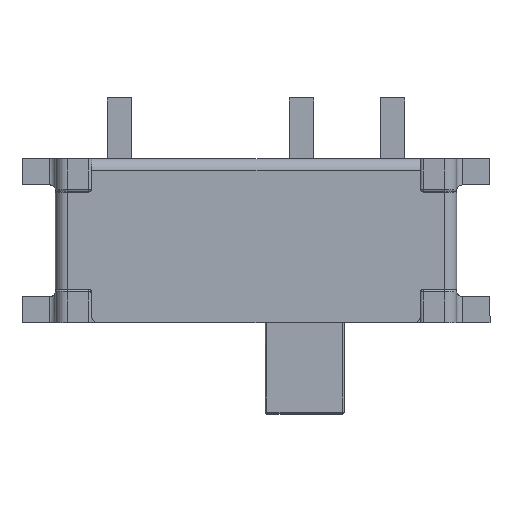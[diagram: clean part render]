
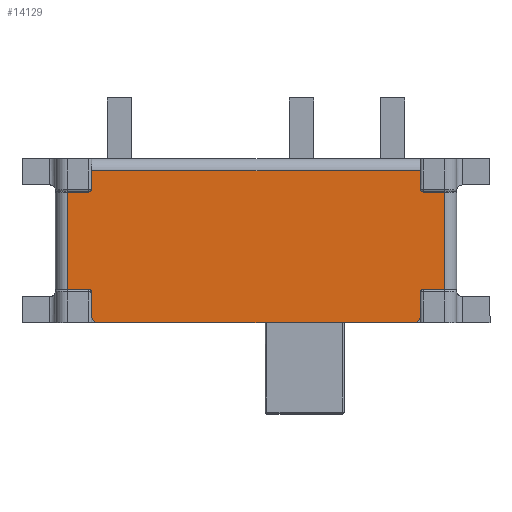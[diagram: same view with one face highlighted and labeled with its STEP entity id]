
A CAD part, top view. The second image highlights one B-rep face of the part: STEP entity #14129.
In plain terms, the highlighted planar face has unit normal (0, 0, 1).
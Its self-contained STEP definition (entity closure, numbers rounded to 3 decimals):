
#92 = CARTESIAN_POINT ( 'NONE',  ( 0.8, -3.1, 0.1 ) ) ;
#215 = EDGE_CURVE ( 'NONE', #6708, #13835, #19200, .T. ) ;
#416 = EDGE_CURVE ( 'NONE', #13835, #10301, #8897, .T. ) ;
#449 = CARTESIAN_POINT ( 'NONE',  ( 0.85, 2.7, 0.1 ) ) ;
#505 = VERTEX_POINT ( 'NONE', #12434 ) ;
#747 = DIRECTION ( 'NONE',  ( 0., 0., 1. ) ) ;
#820 = CARTESIAN_POINT ( 'NONE',  ( 0.85, 2.75, 0.1 ) ) ;
#937 = CARTESIAN_POINT ( 'NONE',  ( -1.25, -2.7, 0.1 ) ) ;
#960 = ORIENTED_EDGE ( 'NONE', *, *, #215, .T. ) ;
#1183 = AXIS2_PLACEMENT_3D ( 'NONE', #13805, #18498, #20342 ) ;
#1214 = EDGE_CURVE ( 'NONE', #3109, #20222, #15272, .T. ) ;
#1219 = ORIENTED_EDGE ( 'NONE', *, *, #19731, .T. ) ;
#1226 = CARTESIAN_POINT ( 'NONE',  ( -1.35, 2.6, 0.1 ) ) ;
#1392 = CARTESIAN_POINT ( 'NONE',  ( 0.85, -2.7, 0.1 ) ) ;
#1425 = VERTEX_POINT ( 'NONE', #16682 ) ;
#1424 = ORIENTED_EDGE ( 'NONE', *, *, #19967, .T. ) ;
#1479 = VECTOR ( 'NONE', #10117, 1000. ) ;
#1487 = DIRECTION ( 'NONE',  ( 1., 0., 0. ) ) ;
#1501 = VERTEX_POINT ( 'NONE', #6173 ) ;
#1795 = EDGE_CURVE ( 'NONE', #10301, #11136, #12773, .T. ) ;
#1854 = DIRECTION ( 'NONE',  ( 0., 0., 1. ) ) ;
#1942 = EDGE_LOOP ( 'NONE', ( #6632, #960, #7033, #6975, #15372, #6758, #8634, #4430, #11546, #19717, #12471, #16239, #2141, #1219, #13279, #1424, #14553, #7776 ) ) ;
#2015 = LINE ( 'NONE', #4960, #1479 ) ;
#2038 = DIRECTION ( 'NONE',  ( 0., -1., 0. ) ) ;
#2065 = FACE_OUTER_BOUND ( 'NONE', #1942, .T. ) ;
#2141 = ORIENTED_EDGE ( 'NONE', *, *, #6021, .T. ) ;
#2153 = CARTESIAN_POINT ( 'NONE',  ( 0.85, -2.75, 0.1 ) ) ;
#2178 = CARTESIAN_POINT ( 'NONE',  ( -0.85, -2.75, 0.1 ) ) ;
#2393 = EDGE_CURVE ( 'NONE', #2503, #20222, #14200, .T. ) ;
#2503 = VERTEX_POINT ( 'NONE', #6460 ) ;
#2624 = CARTESIAN_POINT ( 'NONE',  ( 0., -2.7, 0.1 ) ) ;
#2714 = EDGE_CURVE ( 'NONE', #18923, #16061, #14971, .T. ) ;
#2728 = DIRECTION ( 'NONE',  ( 0., 1., 0. ) ) ;
#2952 = DIRECTION ( 'NONE',  ( 1., 0., 0. ) ) ;
#2963 = AXIS2_PLACEMENT_3D ( 'NONE', #2178, #6666, #6566 ) ;
#3109 = VERTEX_POINT ( 'NONE', #14077 ) ;
#3337 = CARTESIAN_POINT ( 'NONE',  ( 0., 2.7, 0.1 ) ) ;
#3629 = CARTESIAN_POINT ( 'NONE',  ( -1.25, 2.6, 0.1 ) ) ;
#3808 = CIRCLE ( 'NONE', #1183, 0.05 ) ;
#3866 = LINE ( 'NONE', #10057, #14940 ) ;
#4430 = ORIENTED_EDGE ( 'NONE', *, *, #7011, .T. ) ;
#4773 = DIRECTION ( 'NONE',  ( 0., -1., 0. ) ) ;
#4793 = DIRECTION ( 'NONE',  ( 1., 0., 0. ) ) ;
#4960 = CARTESIAN_POINT ( 'NONE',  ( -0.8, -2.7, 0.1 ) ) ;
#5014 = VERTEX_POINT ( 'NONE', #9644 ) ;
#5179 = DIRECTION ( 'NONE',  ( 0., 1., 0. ) ) ;
#5193 = AXIS2_PLACEMENT_3D ( 'NONE', #9767, #1854, #8220 ) ;
#5798 = VERTEX_POINT ( 'NONE', #10753 ) ;
#5948 = DIRECTION ( 'NONE',  ( 0., 1., 0. ) ) ;
#6021 = EDGE_CURVE ( 'NONE', #5014, #5798, #3866, .T. ) ;
#6173 = CARTESIAN_POINT ( 'NONE',  ( 1.15, -2.7, 0.1 ) ) ;
#6445 = CARTESIAN_POINT ( 'NONE',  ( -0.8, -2.75, 0.1 ) ) ;
#6460 = CARTESIAN_POINT ( 'NONE',  ( 0.8, -2.75, 0.1 ) ) ;
#6566 = DIRECTION ( 'NONE',  ( 1., 0., 0. ) ) ;
#6632 = ORIENTED_EDGE ( 'NONE', *, *, #10637, .T. ) ;
#6666 = DIRECTION ( 'NONE',  ( 0., 0., -1. ) ) ;
#6708 = VERTEX_POINT ( 'NONE', #10185 ) ;
#6736 = VECTOR ( 'NONE', #14551, 1000. ) ;
#6758 = ORIENTED_EDGE ( 'NONE', *, *, #1214, .T. ) ;
#6975 = ORIENTED_EDGE ( 'NONE', *, *, #1795, .T. ) ;
#7011 = EDGE_CURVE ( 'NONE', #2503, #11813, #19572, .T. ) ;
#7033 = ORIENTED_EDGE ( 'NONE', *, *, #416, .T. ) ;
#7174 = DIRECTION ( 'NONE',  ( 0., 0., -1. ) ) ;
#7670 = VECTOR ( 'NONE', #2728, 1000. ) ;
#7776 = ORIENTED_EDGE ( 'NONE', *, *, #9987, .T. ) ;
#7880 = VECTOR ( 'NONE', #15013, 1000. ) ;
#7986 = LINE ( 'NONE', #18914, #12052 ) ;
#8043 = AXIS2_PLACEMENT_3D ( 'NONE', #2153, #19336, #11495 ) ;
#8101 = PLANE ( 'NONE',  #5193 ) ;
#8220 = DIRECTION ( 'NONE',  ( 1., 0., 0. ) ) ;
#8541 = EDGE_CURVE ( 'NONE', #10230, #505, #15628, .T. ) ;
#8634 = ORIENTED_EDGE ( 'NONE', *, *, #2393, .F. ) ;
#8839 = DIRECTION ( 'NONE',  ( 1., 0., 0. ) ) ;
#8847 = CARTESIAN_POINT ( 'NONE',  ( -0.8, 2.7, 0.1 ) ) ;
#8897 = LINE ( 'NONE', #2624, #7880 ) ;
#9345 = DIRECTION ( 'NONE',  ( 1., 0., 0. ) ) ;
#9644 = CARTESIAN_POINT ( 'NONE',  ( 0.8, 2.75, 0.1 ) ) ;
#9767 = CARTESIAN_POINT ( 'NONE',  ( 0., 0., 0.1 ) ) ;
#9847 = CARTESIAN_POINT ( 'NONE',  ( 0.8, -2.7, 0.1 ) ) ;
#9987 = EDGE_CURVE ( 'NONE', #10230, #16008, #12998, .T. ) ;
#10057 = CARTESIAN_POINT ( 'NONE',  ( 0.8, 2.7, 0.1 ) ) ;
#10117 = DIRECTION ( 'NONE',  ( 0., -1., 0. ) ) ;
#10185 = CARTESIAN_POINT ( 'NONE',  ( -1.35, -2.6, 0.1 ) ) ;
#10230 = VERTEX_POINT ( 'NONE', #10782 ) ;
#10301 = VERTEX_POINT ( 'NONE', #10360 ) ;
#10360 = CARTESIAN_POINT ( 'NONE',  ( -0.85, -2.7, 0.1 ) ) ;
#10637 = EDGE_CURVE ( 'NONE', #16008, #6708, #7986, .T. ) ;
#10753 = CARTESIAN_POINT ( 'NONE',  ( 0.8, 3.1, 0.1 ) ) ;
#10772 = VECTOR ( 'NONE', #1487, 1000. ) ;
#10782 = CARTESIAN_POINT ( 'NONE',  ( -1.25, 2.7, 0.1 ) ) ;
#11136 = VERTEX_POINT ( 'NONE', #6445 ) ;
#11495 = DIRECTION ( 'NONE',  ( 1., 0., 0. ) ) ;
#11546 = ORIENTED_EDGE ( 'NONE', *, *, #18849, .T. ) ;
#11721 = CARTESIAN_POINT ( 'NONE',  ( -1.25, -2.6, 0.1 ) ) ;
#11813 = VERTEX_POINT ( 'NONE', #1392 ) ;
#12052 = VECTOR ( 'NONE', #4773, 1000. ) ;
#12434 = CARTESIAN_POINT ( 'NONE',  ( -0.85, 2.7, 0.1 ) ) ;
#12471 = ORIENTED_EDGE ( 'NONE', *, *, #14142, .F. ) ;
#12726 = DIRECTION ( 'NONE',  ( 0., 0., 1. ) ) ;
#12773 = CIRCLE ( 'NONE', #2963, 0.05 ) ;
#12998 = CIRCLE ( 'NONE', #14644, 0.1 ) ;
#13158 = CARTESIAN_POINT ( 'NONE',  ( 0.8, -3.1, 0.1 ) ) ;
#13279 = ORIENTED_EDGE ( 'NONE', *, *, #2714, .F. ) ;
#13805 = CARTESIAN_POINT ( 'NONE',  ( -0.85, 2.75, 0.1 ) ) ;
#13835 = VERTEX_POINT ( 'NONE', #937 ) ;
#14077 = CARTESIAN_POINT ( 'NONE',  ( -0.8, -3.1, 0.1 ) ) ;
#14107 = LINE ( 'NONE', #20033, #14610 ) ;
#14129 = ADVANCED_FACE ( 'NONE', ( #2065 ), #8101, .T. ) ;
#14142 = EDGE_CURVE ( 'NONE', #16398, #1425, #18935, .T. ) ;
#14200 = LINE ( 'NONE', #9847, #17200 ) ;
#14441 = CIRCLE ( 'NONE', #18129, 0.05 ) ;
#14447 = LINE ( 'NONE', #17886, #6736 ) ;
#14551 = DIRECTION ( 'NONE',  ( -1., 0., 0. ) ) ;
#14553 = ORIENTED_EDGE ( 'NONE', *, *, #8541, .F. ) ;
#14584 = DIRECTION ( 'NONE',  ( 1., 0., 0. ) ) ;
#14610 = VECTOR ( 'NONE', #2952, 1000. ) ;
#14644 = AXIS2_PLACEMENT_3D ( 'NONE', #3629, #12726, #14584 ) ;
#14940 = VECTOR ( 'NONE', #5179, 1000. ) ;
#14971 = LINE ( 'NONE', #8847, #15006 ) ;
#15006 = VECTOR ( 'NONE', #5948, 1000. ) ;
#15013 = DIRECTION ( 'NONE',  ( 1., 0., 0. ) ) ;
#15024 = LINE ( 'NONE', #16689, #7670 ) ;
#15272 = LINE ( 'NONE', #92, #17639 ) ;
#15372 = ORIENTED_EDGE ( 'NONE', *, *, #20214, .T. ) ;
#15628 = LINE ( 'NONE', #3337, #10772 ) ;
#15839 = EDGE_CURVE ( 'NONE', #16398, #5014, #14441, .T. ) ;
#16008 = VERTEX_POINT ( 'NONE', #1226 ) ;
#16061 = VERTEX_POINT ( 'NONE', #18064 ) ;
#16239 = ORIENTED_EDGE ( 'NONE', *, *, #15839, .T. ) ;
#16398 = VERTEX_POINT ( 'NONE', #449 ) ;
#16443 = DIRECTION ( 'NONE',  ( 1., 0., 0. ) ) ;
#16682 = CARTESIAN_POINT ( 'NONE',  ( 1.15, 2.7, 0.1 ) ) ;
#16689 = CARTESIAN_POINT ( 'NONE',  ( 1.15, 2.7, 0.1 ) ) ;
#17012 = VECTOR ( 'NONE', #4793, 1000. ) ;
#17200 = VECTOR ( 'NONE', #2038, 1000. ) ;
#17445 = CARTESIAN_POINT ( 'NONE',  ( -0.8, 2.75, 0.1 ) ) ;
#17526 = AXIS2_PLACEMENT_3D ( 'NONE', #11721, #747, #16443 ) ;
#17639 = VECTOR ( 'NONE', #9345, 1000. ) ;
#17886 = CARTESIAN_POINT ( 'NONE',  ( -0.8, 3.1, 0.1 ) ) ;
#17960 = EDGE_CURVE ( 'NONE', #1501, #1425, #15024, .T. ) ;
#18064 = CARTESIAN_POINT ( 'NONE',  ( -0.8, 3.1, 0.1 ) ) ;
#18129 = AXIS2_PLACEMENT_3D ( 'NONE', #820, #7174, #8839 ) ;
#18498 = DIRECTION ( 'NONE',  ( 0., 0., -1. ) ) ;
#18849 = EDGE_CURVE ( 'NONE', #11813, #1501, #14107, .T. ) ;
#18914 = CARTESIAN_POINT ( 'NONE',  ( -1.35, -3.3, 0.1 ) ) ;
#18923 = VERTEX_POINT ( 'NONE', #17445 ) ;
#18935 = LINE ( 'NONE', #19147, #17012 ) ;
#19147 = CARTESIAN_POINT ( 'NONE',  ( 0., 2.7, 0.1 ) ) ;
#19200 = CIRCLE ( 'NONE', #17526, 0.1 ) ;
#19336 = DIRECTION ( 'NONE',  ( 0., 0., -1. ) ) ;
#19572 = CIRCLE ( 'NONE', #8043, 0.05 ) ;
#19717 = ORIENTED_EDGE ( 'NONE', *, *, #17960, .T. ) ;
#19731 = EDGE_CURVE ( 'NONE', #5798, #16061, #14447, .T. ) ;
#19967 = EDGE_CURVE ( 'NONE', #18923, #505, #3808, .T. ) ;
#20033 = CARTESIAN_POINT ( 'NONE',  ( 0., -2.7, 0.1 ) ) ;
#20214 = EDGE_CURVE ( 'NONE', #11136, #3109, #2015, .T. ) ;
#20222 = VERTEX_POINT ( 'NONE', #13158 ) ;
#20342 = DIRECTION ( 'NONE',  ( 1., 0., 0. ) ) ;
